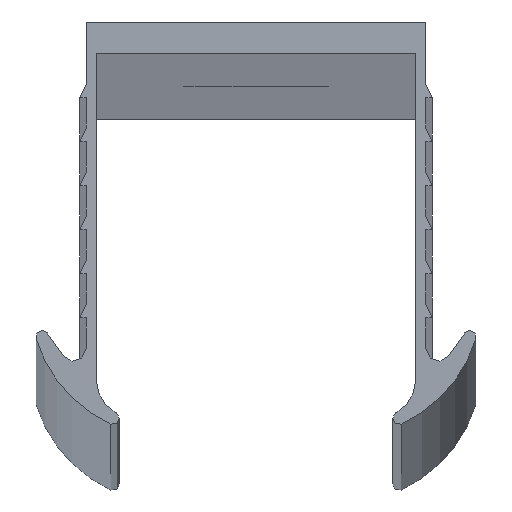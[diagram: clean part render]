
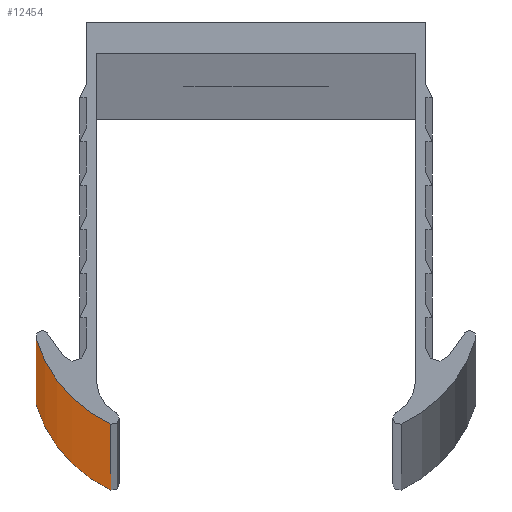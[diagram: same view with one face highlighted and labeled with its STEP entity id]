
A CAD part, top view. The second image highlights one B-rep face of the part: STEP entity #12454.
In plain terms, the highlighted cylindrical face has radius 11 mm (diameter 22 mm), a partial arc.
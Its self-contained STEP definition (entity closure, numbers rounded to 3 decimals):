
#516 = CARTESIAN_POINT ( 'NONE',  ( -6.947, -21.968, 1500. ) ) ;
#943 = VECTOR ( 'NONE', #9516, 1000. ) ;
#1143 = ORIENTED_EDGE ( 'NONE', *, *, #13092, .T. ) ;
#1253 = DIRECTION ( 'NONE',  ( 0., 0., -1. ) ) ;
#2069 = VECTOR ( 'NONE', #6816, 1000. ) ;
#2213 = VERTEX_POINT ( 'NONE', #6572 ) ;
#3276 = ORIENTED_EDGE ( 'NONE', *, *, #18492, .T. ) ;
#3380 = CARTESIAN_POINT ( 'NONE',  ( -6.947, -21.968, -1500. ) ) ;
#4049 = DIRECTION ( 'NONE',  ( -1., 0., 0. ) ) ;
#4955 = DIRECTION ( 'NONE',  ( 1., 0., 0. ) ) ;
#5418 = EDGE_CURVE ( 'NONE', #12593, #17925, #18441, .T. ) ;
#6504 = AXIS2_PLACEMENT_3D ( 'NONE', #9854, #1253, #4049 ) ;
#6572 = CARTESIAN_POINT ( 'NONE',  ( -17.479, -25.144, -1500. ) ) ;
#6816 = DIRECTION ( 'NONE',  ( 0., 0., -1. ) ) ;
#7336 = LINE ( 'NONE', #12679, #2069 ) ;
#7539 = DIRECTION ( 'NONE',  ( 1., 0., 0. ) ) ;
#8246 = CARTESIAN_POINT ( 'NONE',  ( -11.56, -31.954, 1500. ) ) ;
#8277 = ORIENTED_EDGE ( 'NONE', *, *, #9350, .F. ) ;
#8366 = AXIS2_PLACEMENT_3D ( 'NONE', #3380, #9394, #4955 ) ;
#9336 = FACE_OUTER_BOUND ( 'NONE', #15198, .T. ) ;
#9350 = EDGE_CURVE ( 'NONE', #17925, #12742, #14936, .T. ) ;
#9394 = DIRECTION ( 'NONE',  ( 0., 0., 1. ) ) ;
#9516 = DIRECTION ( 'NONE',  ( 0., 0., -1. ) ) ;
#9854 = CARTESIAN_POINT ( 'NONE',  ( -6.947, -21.968, 1500. ) ) ;
#10519 = CIRCLE ( 'NONE', #8366, 11. ) ;
#10725 = CARTESIAN_POINT ( 'NONE',  ( -11.56, -31.954, 1500. ) ) ;
#10872 = AXIS2_PLACEMENT_3D ( 'NONE', #516, #15063, #7539 ) ;
#11816 = CARTESIAN_POINT ( 'NONE',  ( -17.479, -25.144, 1500. ) ) ;
#12454 = ADVANCED_FACE ( 'NONE', ( #9336 ), #18963, .T. ) ;
#12593 = VERTEX_POINT ( 'NONE', #11816 ) ;
#12679 = CARTESIAN_POINT ( 'NONE',  ( -17.479, -25.144, 1500. ) ) ;
#12742 = VERTEX_POINT ( 'NONE', #18426 ) ;
#13092 = EDGE_CURVE ( 'NONE', #2213, #12742, #10519, .T. ) ;
#13425 = ORIENTED_EDGE ( 'NONE', *, *, #5418, .F. ) ;
#14936 = LINE ( 'NONE', #10725, #943 ) ;
#15063 = DIRECTION ( 'NONE',  ( 0., 0., 1. ) ) ;
#15198 = EDGE_LOOP ( 'NONE', ( #1143, #8277, #13425, #3276 ) ) ;
#17925 = VERTEX_POINT ( 'NONE', #8246 ) ;
#18426 = CARTESIAN_POINT ( 'NONE',  ( -11.56, -31.954, -1500. ) ) ;
#18441 = CIRCLE ( 'NONE', #10872, 11. ) ;
#18492 = EDGE_CURVE ( 'NONE', #12593, #2213, #7336, .T. ) ;
#18963 = CYLINDRICAL_SURFACE ( 'NONE', #6504, 11. ) ;
